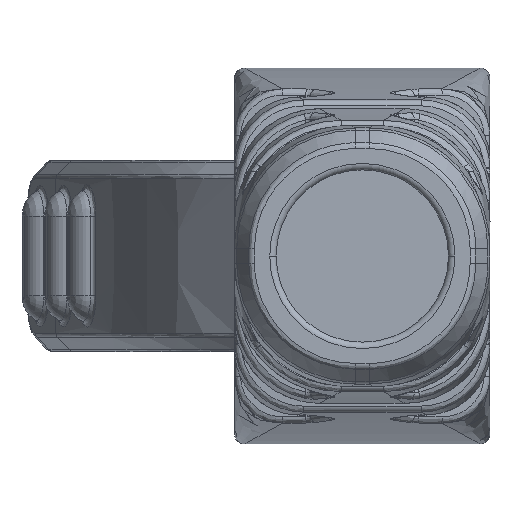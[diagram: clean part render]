
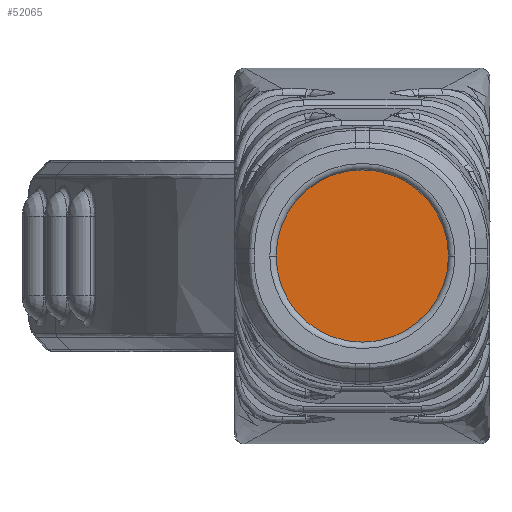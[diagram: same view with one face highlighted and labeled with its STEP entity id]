
A CAD part, left-side view. The second image highlights one B-rep face of the part: STEP entity #52065.
In plain terms, the highlighted planar face has unit normal (-1, 0, 0).
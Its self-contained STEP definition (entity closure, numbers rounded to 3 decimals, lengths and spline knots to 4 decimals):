
#52042=CARTESIAN_POINT('Axis2P3D Location',(-35.,0.,0.)) ;
#52047=CARTESIAN_POINT('Axis2P3D Location',(-35.,0.,0.)) ;
#52051=CARTESIAN_POINT('Vertex',(-35.,-2.7,0.)) ;
#52053=CARTESIAN_POINT('Vertex',(-35.,2.7,0.)) ;
#52056=CARTESIAN_POINT('Axis2P3D Location',(-35.,0.,0.)) ;
#52043=DIRECTION('Axis2P3D Direction',(1.,0.,0.)) ;
#52044=DIRECTION('Axis2P3D XDirection',(0.,1.,0.)) ;
#52048=DIRECTION('Axis2P3D Direction',(1.,0.,0.)) ;
#52057=DIRECTION('Axis2P3D Direction',(1.,0.,0.)) ;
#52045=AXIS2_PLACEMENT_3D('Plane Axis2P3D',#52042,#52043,#52044) ;
#52049=AXIS2_PLACEMENT_3D('Circle Axis2P3D',#52047,#52048,$) ;
#52058=AXIS2_PLACEMENT_3D('Circle Axis2P3D',#52056,#52057,$) ;
#52062=ORIENTED_EDGE('',*,*,#52055,.F.) ;
#52063=ORIENTED_EDGE('',*,*,#52060,.F.) ;
#52065=ADVANCED_FACE('PartBody',(#52064),#52046,.F.) ;
#52050=CIRCLE('generated circle',#52049,2.7) ;
#52059=CIRCLE('generated circle',#52058,2.7) ;
#52055=EDGE_CURVE('',#52052,#52054,#52050,.T.) ;
#52060=EDGE_CURVE('',#52054,#52052,#52059,.T.) ;
#52061=EDGE_LOOP('',(#52062,#52063)) ;
#52064=FACE_OUTER_BOUND('',#52061,.T.) ;
#52046=PLANE('Plane',#52045) ;
#52052=VERTEX_POINT('',#52051) ;
#52054=VERTEX_POINT('',#52053) ;
